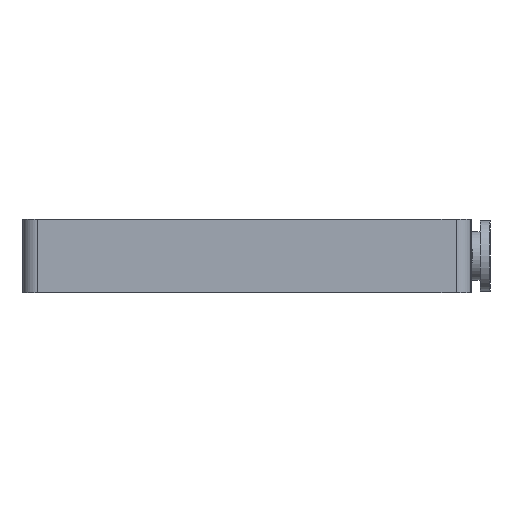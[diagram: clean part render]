
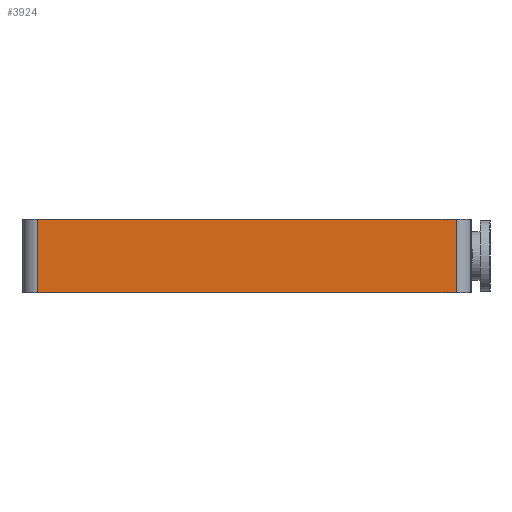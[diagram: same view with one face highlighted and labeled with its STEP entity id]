
A CAD part, front view. The second image highlights one B-rep face of the part: STEP entity #3924.
In plain terms, the highlighted planar face has unit normal (0, -1, 0).
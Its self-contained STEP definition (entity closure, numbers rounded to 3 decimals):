
#79 = CARTESIAN_POINT ( 'NONE',  ( 40., -41., 7. ) ) ;
#111 = LINE ( 'NONE', #2002, #2490 ) ;
#369 = CARTESIAN_POINT ( 'NONE',  ( -40., -41., 7. ) ) ;
#1366 = EDGE_CURVE ( 'NONE', #3898, #1586, #3649, .T. ) ;
#1423 = DIRECTION ( 'NONE',  ( 1., 0., 0. ) ) ;
#1586 = VERTEX_POINT ( 'NONE', #2513 ) ;
#1625 = CARTESIAN_POINT ( 'NONE',  ( -40., -41., 7. ) ) ;
#1637 = DIRECTION ( 'NONE',  ( 0., 1., 0. ) ) ;
#1981 = EDGE_CURVE ( 'NONE', #1988, #3082, #3230, .T. ) ;
#1988 = VERTEX_POINT ( 'NONE', #3724 ) ;
#2002 = CARTESIAN_POINT ( 'NONE',  ( -40., -41., -7. ) ) ;
#2033 = ORIENTED_EDGE ( 'NONE', *, *, #3315, .T. ) ;
#2127 = CARTESIAN_POINT ( 'NONE',  ( 40., -41., -7. ) ) ;
#2287 = DIRECTION ( 'NONE',  ( 0., 0., 1. ) ) ;
#2336 = ORIENTED_EDGE ( 'NONE', *, *, #2645, .F. ) ;
#2413 = DIRECTION ( 'NONE',  ( 0., 0., -1. ) ) ;
#2473 = DIRECTION ( 'NONE',  ( 1., 0., 0. ) ) ;
#2490 = VECTOR ( 'NONE', #1423, 1000. ) ;
#2500 = VECTOR ( 'NONE', #2473, 1000. ) ;
#2513 = CARTESIAN_POINT ( 'NONE',  ( -40., -41., -7. ) ) ;
#2645 = EDGE_CURVE ( 'NONE', #3898, #1988, #3850, .T. ) ;
#2682 = AXIS2_PLACEMENT_3D ( 'NONE', #1625, #1637, #2287 ) ;
#2699 = FACE_OUTER_BOUND ( 'NONE', #3667, .T. ) ;
#2863 = ORIENTED_EDGE ( 'NONE', *, *, #1981, .F. ) ;
#3082 = VERTEX_POINT ( 'NONE', #2127 ) ;
#3118 = CARTESIAN_POINT ( 'NONE',  ( -40., -41., 7. ) ) ;
#3161 = ORIENTED_EDGE ( 'NONE', *, *, #1366, .T. ) ;
#3220 = VECTOR ( 'NONE', #2413, 1000. ) ;
#3230 = LINE ( 'NONE', #79, #3921 ) ;
#3315 = EDGE_CURVE ( 'NONE', #1586, #3082, #111, .T. ) ;
#3434 = PLANE ( 'NONE',  #2682 ) ;
#3649 = LINE ( 'NONE', #3678, #3220 ) ;
#3667 = EDGE_LOOP ( 'NONE', ( #3161, #2033, #2863, #2336 ) ) ;
#3678 = CARTESIAN_POINT ( 'NONE',  ( -40., -41., 7. ) ) ;
#3724 = CARTESIAN_POINT ( 'NONE',  ( 40., -41., 7. ) ) ;
#3743 = DIRECTION ( 'NONE',  ( 0., 0., -1. ) ) ;
#3850 = LINE ( 'NONE', #3118, #2500 ) ;
#3898 = VERTEX_POINT ( 'NONE', #369 ) ;
#3921 = VECTOR ( 'NONE', #3743, 1000. ) ;
#3924 = ADVANCED_FACE ( 'NONE', ( #2699 ), #3434, .F. ) ;
